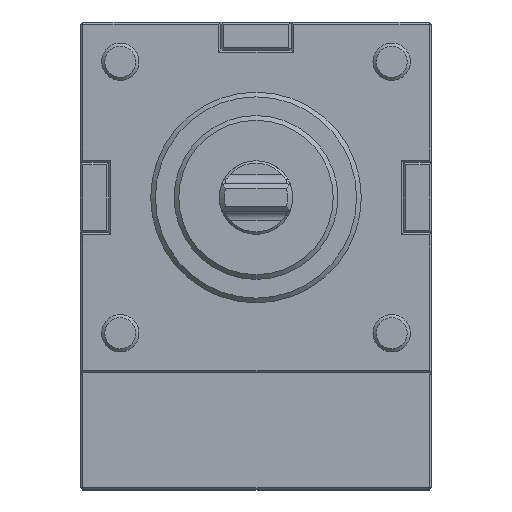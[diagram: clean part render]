
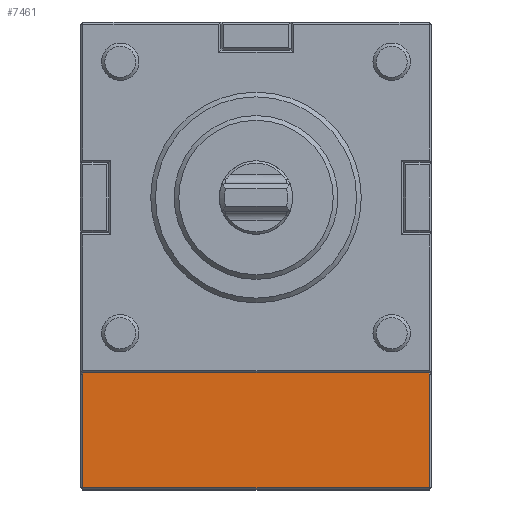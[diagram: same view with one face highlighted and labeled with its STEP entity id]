
A CAD part, front view. The second image highlights one B-rep face of the part: STEP entity #7461.
In plain terms, the highlighted planar face has unit normal (0, -1, 0).
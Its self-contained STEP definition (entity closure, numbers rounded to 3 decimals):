
#7 = DIRECTION ( 'NONE',  ( 0., 0., -1. ) ) ;
#87 = EDGE_CURVE ( 'NONE', #27389, #8681, #16349, .T. ) ;
#1257 = DIRECTION ( 'NONE',  ( -1., 0., 0. ) ) ;
#1332 = DIRECTION ( 'NONE',  ( 0., 0., 1. ) ) ;
#3681 = DIRECTION ( 'NONE',  ( 0., -1., 0. ) ) ;
#4848 = LINE ( 'NONE', #26736, #16344 ) ;
#5760 = EDGE_CURVE ( 'NONE', #8681, #19070, #14367, .T. ) ;
#6531 = EDGE_LOOP ( 'NONE', ( #10157, #10836, #17772, #26249 ) ) ;
#7461 = ADVANCED_FACE ( 'NONE', ( #12548 ), #16273, .T. ) ;
#7986 = LINE ( 'NONE', #18360, #11245 ) ;
#8681 = VERTEX_POINT ( 'NONE', #21255 ) ;
#10157 = ORIENTED_EDGE ( 'NONE', *, *, #25649, .F. ) ;
#10836 = ORIENTED_EDGE ( 'NONE', *, *, #22187, .T. ) ;
#11245 = VECTOR ( 'NONE', #20594, 1000. ) ;
#11942 = CARTESIAN_POINT ( 'NONE',  ( -37.5, -28., -37.5 ) ) ;
#12059 = VECTOR ( 'NONE', #14494, 1000. ) ;
#12548 = FACE_OUTER_BOUND ( 'NONE', #6531, .T. ) ;
#14367 = LINE ( 'NONE', #22511, #19335 ) ;
#14494 = DIRECTION ( 'NONE',  ( 1., 0., 0. ) ) ;
#16273 = PLANE ( 'NONE',  #17363 ) ;
#16344 = VECTOR ( 'NONE', #7, 1000. ) ;
#16349 = LINE ( 'NONE', #20704, #12059 ) ;
#17242 = VERTEX_POINT ( 'NONE', #18372 ) ;
#17363 = AXIS2_PLACEMENT_3D ( 'NONE', #11942, #3681, #1257 ) ;
#17772 = ORIENTED_EDGE ( 'NONE', *, *, #87, .T. ) ;
#18328 = CARTESIAN_POINT ( 'NONE',  ( -37., -28., -62. ) ) ;
#18360 = CARTESIAN_POINT ( 'NONE',  ( -37.5, -28., -37.5 ) ) ;
#18372 = CARTESIAN_POINT ( 'NONE',  ( -37., -28., -37.5 ) ) ;
#19070 = VERTEX_POINT ( 'NONE', #26656 ) ;
#19335 = VECTOR ( 'NONE', #1332, 1000. ) ;
#20594 = DIRECTION ( 'NONE',  ( 1., 0., 0. ) ) ;
#20704 = CARTESIAN_POINT ( 'NONE',  ( -37.5, -28., -62. ) ) ;
#21255 = CARTESIAN_POINT ( 'NONE',  ( 37., -28., -62. ) ) ;
#22187 = EDGE_CURVE ( 'NONE', #17242, #27389, #4848, .T. ) ;
#22511 = CARTESIAN_POINT ( 'NONE',  ( 37., -28., -37.5 ) ) ;
#25649 = EDGE_CURVE ( 'NONE', #17242, #19070, #7986, .T. ) ;
#26249 = ORIENTED_EDGE ( 'NONE', *, *, #5760, .T. ) ;
#26656 = CARTESIAN_POINT ( 'NONE',  ( 37., -28., -37.5 ) ) ;
#26736 = CARTESIAN_POINT ( 'NONE',  ( -37., -28., -37.5 ) ) ;
#27389 = VERTEX_POINT ( 'NONE', #18328 ) ;
